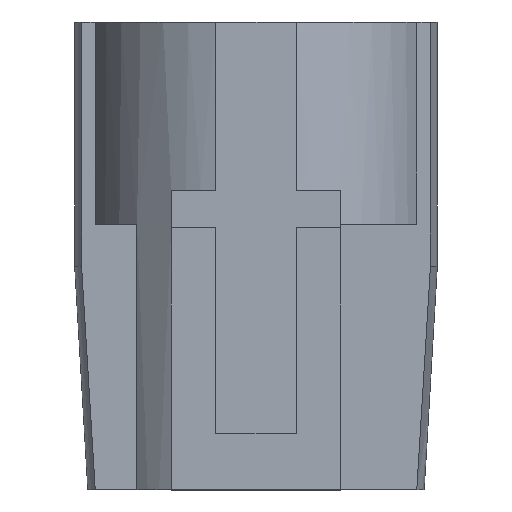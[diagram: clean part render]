
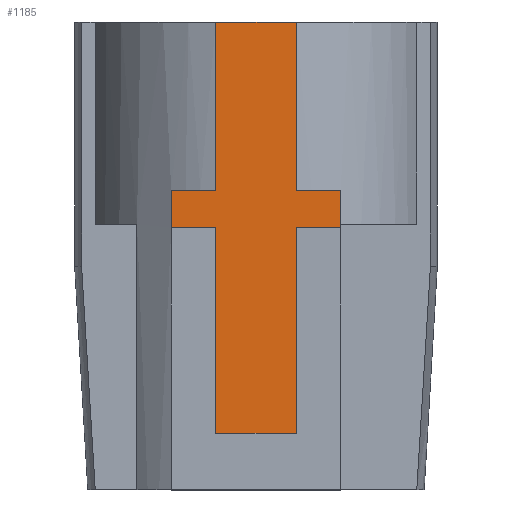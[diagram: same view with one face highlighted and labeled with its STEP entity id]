
A CAD part, top view. The second image highlights one B-rep face of the part: STEP entity #1185.
In plain terms, the highlighted planar face has unit normal (0, 0, 1).
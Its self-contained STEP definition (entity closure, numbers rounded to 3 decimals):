
#18 = DIRECTION ( 'NONE',  ( 0., 0., 1. ) ) ;
#98 = VECTOR ( 'NONE', #3332, 1000. ) ;
#128 = VERTEX_POINT ( 'NONE', #242 ) ;
#242 = CARTESIAN_POINT ( 'NONE',  ( -4.533, 1.5, 13.275 ) ) ;
#309 = CARTESIAN_POINT ( 'NONE',  ( -2.15, 12.5, 13.275 ) ) ;
#365 = ORIENTED_EDGE ( 'NONE', *, *, #841, .T. ) ;
#470 = CARTESIAN_POINT ( 'NONE',  ( -4.533, 3.5, 13.275 ) ) ;
#490 = DIRECTION ( 'NONE',  ( -1., 0., 0. ) ) ;
#603 = ORIENTED_EDGE ( 'NONE', *, *, #1280, .F. ) ;
#633 = EDGE_LOOP ( 'NONE', ( #2464, #603, #1463, #993, #3618, #1114, #1391, #1216, #1820, #2996, #2927, #365 ) ) ;
#710 = VERTEX_POINT ( 'NONE', #309 ) ;
#841 = EDGE_CURVE ( 'NONE', #2309, #128, #3235, .T. ) ;
#852 = CARTESIAN_POINT ( 'NONE',  ( -2.15, 1.5, 13.275 ) ) ;
#886 = EDGE_CURVE ( 'NONE', #2047, #4266, #4032, .T. ) ;
#916 = VERTEX_POINT ( 'NONE', #3365 ) ;
#925 = LINE ( 'NONE', #1944, #4232 ) ;
#946 = DIRECTION ( 'NONE',  ( 1., 0., 0. ) ) ;
#993 = ORIENTED_EDGE ( 'NONE', *, *, #2272, .T. ) ;
#1076 = EDGE_CURVE ( 'NONE', #710, #916, #925, .T. ) ;
#1114 = ORIENTED_EDGE ( 'NONE', *, *, #2079, .T. ) ;
#1144 = VERTEX_POINT ( 'NONE', #4121 ) ;
#1185 = ADVANCED_FACE ( 'NONE', ( #2011 ), #1674, .T. ) ;
#1216 = ORIENTED_EDGE ( 'NONE', *, *, #2357, .T. ) ;
#1280 = EDGE_CURVE ( 'NONE', #3762, #1644, #3522, .T. ) ;
#1320 = VECTOR ( 'NONE', #490, 1000. ) ;
#1338 = LINE ( 'NONE', #3591, #2912 ) ;
#1389 = VECTOR ( 'NONE', #2195, 1000. ) ;
#1391 = ORIENTED_EDGE ( 'NONE', *, *, #2361, .T. ) ;
#1446 = CARTESIAN_POINT ( 'NONE',  ( 2.15, 3.5, 13.275 ) ) ;
#1463 = ORIENTED_EDGE ( 'NONE', *, *, #2582, .T. ) ;
#1478 = CARTESIAN_POINT ( 'NONE',  ( 2.15, -9.5, 13.275 ) ) ;
#1539 = LINE ( 'NONE', #2919, #2843 ) ;
#1644 = VERTEX_POINT ( 'NONE', #852 ) ;
#1674 = PLANE ( 'NONE',  #2335 ) ;
#1794 = DIRECTION ( 'NONE',  ( 0., 1., 0. ) ) ;
#1820 = ORIENTED_EDGE ( 'NONE', *, *, #1076, .F. ) ;
#1821 = LINE ( 'NONE', #3639, #3064 ) ;
#1867 = DIRECTION ( 'NONE',  ( 0., 1., 0. ) ) ;
#1926 = LINE ( 'NONE', #3700, #3116 ) ;
#1944 = CARTESIAN_POINT ( 'NONE',  ( -2.15, 12.5, 13.275 ) ) ;
#2011 = FACE_OUTER_BOUND ( 'NONE', #633, .T. ) ;
#2047 = VERTEX_POINT ( 'NONE', #4019 ) ;
#2079 = EDGE_CURVE ( 'NONE', #4266, #2268, #1926, .T. ) ;
#2098 = CARTESIAN_POINT ( 'NONE',  ( -2.15, -9.5, 13.275 ) ) ;
#2195 = DIRECTION ( 'NONE',  ( 0., -1., 0. ) ) ;
#2215 = LINE ( 'NONE', #1446, #1320 ) ;
#2258 = DIRECTION ( 'NONE',  ( -1., 0., 0. ) ) ;
#2268 = VERTEX_POINT ( 'NONE', #2354 ) ;
#2272 = EDGE_CURVE ( 'NONE', #4025, #2047, #1338, .T. ) ;
#2290 = CARTESIAN_POINT ( 'NONE',  ( 4.533, 1.5, 13.275 ) ) ;
#2309 = VERTEX_POINT ( 'NONE', #470 ) ;
#2335 = AXIS2_PLACEMENT_3D ( 'NONE', #4478, #18, #4175 ) ;
#2345 = VECTOR ( 'NONE', #3911, 1000. ) ;
#2354 = CARTESIAN_POINT ( 'NONE',  ( 4.533, 3.5, 13.275 ) ) ;
#2357 = EDGE_CURVE ( 'NONE', #1144, #916, #2894, .T. ) ;
#2361 = EDGE_CURVE ( 'NONE', #2268, #1144, #2215, .T. ) ;
#2464 = ORIENTED_EDGE ( 'NONE', *, *, #3923, .T. ) ;
#2520 = CARTESIAN_POINT ( 'NONE',  ( -2.15, -9.5, 13.275 ) ) ;
#2521 = CARTESIAN_POINT ( 'NONE',  ( 2.15, -9.5, 13.275 ) ) ;
#2562 = DIRECTION ( 'NONE',  ( 0., 1., 0. ) ) ;
#2582 = EDGE_CURVE ( 'NONE', #3762, #4025, #2680, .T. ) ;
#2680 = LINE ( 'NONE', #2098, #3122 ) ;
#2765 = VERTEX_POINT ( 'NONE', #3538 ) ;
#2767 = VECTOR ( 'NONE', #3167, 1000. ) ;
#2843 = VECTOR ( 'NONE', #2258, 1000. ) ;
#2894 = LINE ( 'NONE', #2521, #3049 ) ;
#2912 = VECTOR ( 'NONE', #1794, 1000. ) ;
#2919 = CARTESIAN_POINT ( 'NONE',  ( -2.15, 3.5, 13.275 ) ) ;
#2927 = ORIENTED_EDGE ( 'NONE', *, *, #3039, .T. ) ;
#2996 = ORIENTED_EDGE ( 'NONE', *, *, #4188, .F. ) ;
#3039 = EDGE_CURVE ( 'NONE', #2765, #2309, #1539, .T. ) ;
#3049 = VECTOR ( 'NONE', #2562, 1000. ) ;
#3064 = VECTOR ( 'NONE', #1867, 1000. ) ;
#3116 = VECTOR ( 'NONE', #4429, 1000. ) ;
#3122 = VECTOR ( 'NONE', #4448, 1000. ) ;
#3147 = CARTESIAN_POINT ( 'NONE',  ( -2.15, -9.5, 13.275 ) ) ;
#3167 = DIRECTION ( 'NONE',  ( 0., 1., 0. ) ) ;
#3235 = LINE ( 'NONE', #3857, #1389 ) ;
#3332 = DIRECTION ( 'NONE',  ( 1., 0., 0. ) ) ;
#3365 = CARTESIAN_POINT ( 'NONE',  ( 2.15, 12.5, 13.275 ) ) ;
#3522 = LINE ( 'NONE', #2520, #2767 ) ;
#3524 = LINE ( 'NONE', #4201, #2345 ) ;
#3538 = CARTESIAN_POINT ( 'NONE',  ( -2.15, 3.5, 13.275 ) ) ;
#3591 = CARTESIAN_POINT ( 'NONE',  ( 2.15, -9.5, 13.275 ) ) ;
#3618 = ORIENTED_EDGE ( 'NONE', *, *, #886, .T. ) ;
#3639 = CARTESIAN_POINT ( 'NONE',  ( -2.15, -9.5, 13.275 ) ) ;
#3700 = CARTESIAN_POINT ( 'NONE',  ( 4.533, 1.5, 13.275 ) ) ;
#3762 = VERTEX_POINT ( 'NONE', #3147 ) ;
#3857 = CARTESIAN_POINT ( 'NONE',  ( -4.533, 1.5, 13.275 ) ) ;
#3911 = DIRECTION ( 'NONE',  ( 1., 0., 0. ) ) ;
#3923 = EDGE_CURVE ( 'NONE', #128, #1644, #3524, .T. ) ;
#4019 = CARTESIAN_POINT ( 'NONE',  ( 2.15, 1.5, 13.275 ) ) ;
#4025 = VERTEX_POINT ( 'NONE', #1478 ) ;
#4032 = LINE ( 'NONE', #4402, #98 ) ;
#4121 = CARTESIAN_POINT ( 'NONE',  ( 2.15, 3.5, 13.275 ) ) ;
#4175 = DIRECTION ( 'NONE',  ( 1., 0., 0. ) ) ;
#4188 = EDGE_CURVE ( 'NONE', #2765, #710, #1821, .T. ) ;
#4201 = CARTESIAN_POINT ( 'NONE',  ( -2.15, 1.5, 13.275 ) ) ;
#4232 = VECTOR ( 'NONE', #946, 1000. ) ;
#4266 = VERTEX_POINT ( 'NONE', #2290 ) ;
#4402 = CARTESIAN_POINT ( 'NONE',  ( 2.15, 1.5, 13.275 ) ) ;
#4429 = DIRECTION ( 'NONE',  ( 0., 1., 0. ) ) ;
#4448 = DIRECTION ( 'NONE',  ( 1., 0., 0. ) ) ;
#4478 = CARTESIAN_POINT ( 'NONE',  ( 0., 0., 13.275 ) ) ;
